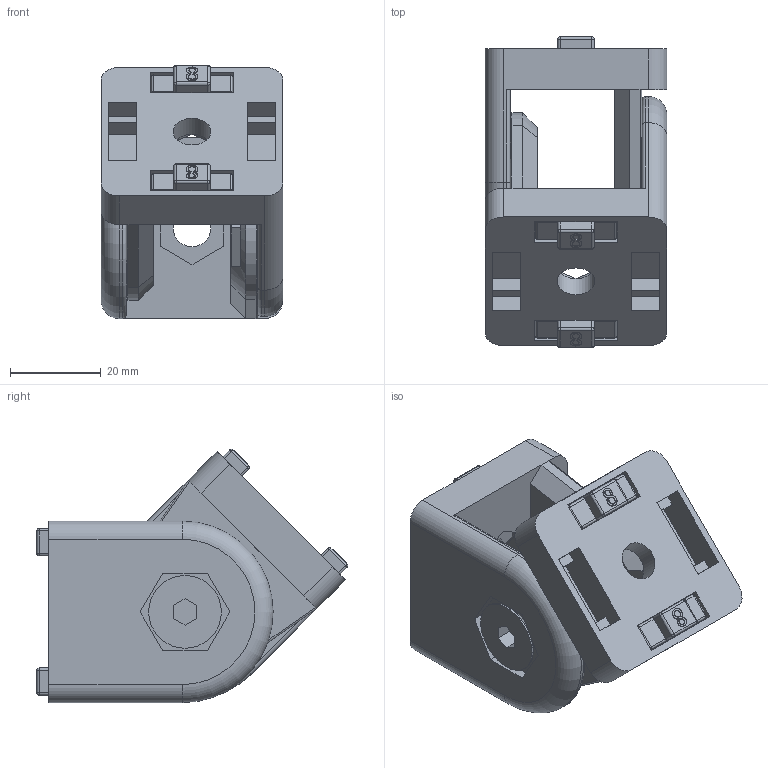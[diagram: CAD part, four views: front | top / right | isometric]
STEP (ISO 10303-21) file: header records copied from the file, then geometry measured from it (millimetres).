
FILE_DESCRIPTION(/* description */ ('KriTec Gelenk 8 40x40, Standard'),/* implementation_level */ '2;1');
FILE_NAME(/* name */ '13389_KriTec_Gelenk_8_40x40_Standard_1.stp',/* time_stamp */ '2021-03-22T10:23:27+01:00',/* author */ ('jendrek'),/* organization */ (''),/* preprocessor_version */ 'ST-DEVELOPER v17',/* originating_system */ 'Autodesk Inventor 2018',/* authorisation */ '');
FILE_SCHEMA (('AUTOMOTIVE_DESIGN { 1 0 10303 214 3 1 1 }'));
Length unit declared in the file: millimetre
Products named in the file (5): 13389; item_0026531_Gelenk 8 40x40_W=180_4; item_0026531_Gelenk 8 40x40_W=180_3; item_0026531_Gelenk 8 40x40_W=180; Verdrehnase
Assembly tree (10 placements, depth 2):
  13389
    item_0026531_Gelenk 8 40x40_W=180_4  x2
    item_0026531_Gelenk 8 40x40_W=180_3  x2
    item_0026531_Gelenk 8 40x40_W=180  x2
    Verdrehnase  x4
Bounding box: 40 x 68.57 x 55.82 mm (x, y, z)
Volume: 49857 mm3; surface area: 28855.3 mm2
Topology: 10 solids, 10 shells, 674 faces, 1584 edges, 970 vertices
Faces by surface type: plane 302, cylinder 164, bspline 128, sphere 64, cone 10, torus 6
Full cylindrical faces by diameter (mm): 6.81 x2, 8 x4, 8.3 x2, 12.5 x6, 16 x2
Entity records: 6818 total; most frequent: CARTESIAN_POINT 1530, ORIENTED_EDGE 1072, DIRECTION 989, EDGE_CURVE 536, LINE 369, VECTOR 369, VERTEX_POINT 333, AXIS2_PLACEMENT_3D 310
